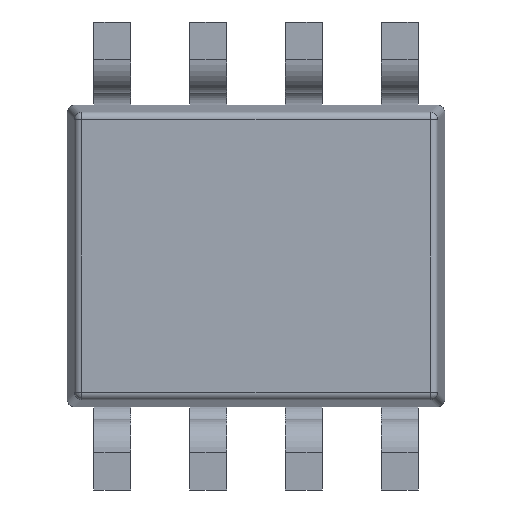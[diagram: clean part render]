
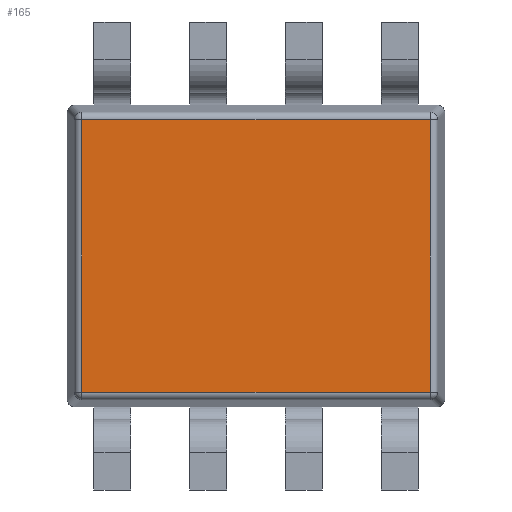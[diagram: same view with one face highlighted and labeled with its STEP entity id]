
A CAD part, front view. The second image highlights one B-rep face of the part: STEP entity #165.
In plain terms, the highlighted planar face has unit normal (0, -1, 0).
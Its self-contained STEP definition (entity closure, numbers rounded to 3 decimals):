
#139 = ORIENTED_EDGE ( 'NONE', *, *, #140, .T. ) ;
#140 = EDGE_CURVE ( 'NONE', #141, #142, #1696, .T. ) ;
#141 = VERTEX_POINT ( 'NONE', #1692 ) ;
#142 = VERTEX_POINT ( 'NONE', #1691 ) ;
#143 = ORIENTED_EDGE ( 'NONE', *, *, #144, .T. ) ;
#144 = EDGE_CURVE ( 'NONE', #142, #145, #1690, .T. ) ;
#145 = VERTEX_POINT ( 'NONE', #1686 ) ;
#146 = ORIENTED_EDGE ( 'NONE', *, *, #147, .T. ) ;
#147 = EDGE_CURVE ( 'NONE', #145, #148, #1685, .T. ) ;
#148 = VERTEX_POINT ( 'NONE', #1474 ) ;
#149 = ORIENTED_EDGE ( 'NONE', *, *, #150, .T. ) ;
#150 = EDGE_CURVE ( 'NONE', #148, #141, #1745, .T. ) ;
#165 = ADVANCED_FACE ( 'NONE', ( #1716 ), #1713, .F. ) ;
#166 = EDGE_LOOP ( 'NONE', ( #139, #143, #146, #149 ) ) ;
#1473 = DIRECTION ( 'NONE',  ( 1., 0., 0. ) ) ;
#1474 = CARTESIAN_POINT ( 'NONE',  ( 2.308, 0.1, -1.808 ) ) ;
#1683 = VECTOR ( 'NONE', #1473, 1000. ) ;
#1684 = CARTESIAN_POINT ( 'NONE',  ( 2.395, 0.1, -1.808 ) ) ;
#1685 = LINE ( 'NONE', #1684, #1683 ) ;
#1686 = CARTESIAN_POINT ( 'NONE',  ( -2.308, 0.1, -1.808 ) ) ;
#1687 = DIRECTION ( 'NONE',  ( 0., 0., -1. ) ) ;
#1688 = VECTOR ( 'NONE', #1687, 1000. ) ;
#1689 = CARTESIAN_POINT ( 'NONE',  ( -2.308, 0.1, -1.895 ) ) ;
#1690 = LINE ( 'NONE', #1689, #1688 ) ;
#1691 = CARTESIAN_POINT ( 'NONE',  ( -2.308, 0.1, 1.808 ) ) ;
#1692 = CARTESIAN_POINT ( 'NONE',  ( 2.308, 0.1, 1.808 ) ) ;
#1693 = DIRECTION ( 'NONE',  ( -1., 0., 0. ) ) ;
#1694 = VECTOR ( 'NONE', #1693, 1000. ) ;
#1695 = CARTESIAN_POINT ( 'NONE',  ( -2.395, 0.1, 1.808 ) ) ;
#1696 = LINE ( 'NONE', #1695, #1694 ) ;
#1713 = PLANE ( 'NONE',  #1715 ) ;
#1714 = CARTESIAN_POINT ( 'NONE',  ( -2.5, 0.1, 2. ) ) ;
#1715 = AXIS2_PLACEMENT_3D ( 'NONE', #1714, #1768, #1767 ) ;
#1716 = FACE_OUTER_BOUND ( 'NONE', #166, .T. ) ;
#1742 = DIRECTION ( 'NONE',  ( 0., 0., 1. ) ) ;
#1743 = VECTOR ( 'NONE', #1742, 1000. ) ;
#1744 = CARTESIAN_POINT ( 'NONE',  ( 2.308, 0.1, 1.895 ) ) ;
#1745 = LINE ( 'NONE', #1744, #1743 ) ;
#1767 = DIRECTION ( 'NONE',  ( 0., 0., 1. ) ) ;
#1768 = DIRECTION ( 'NONE',  ( 0., 1., 0. ) ) ;
